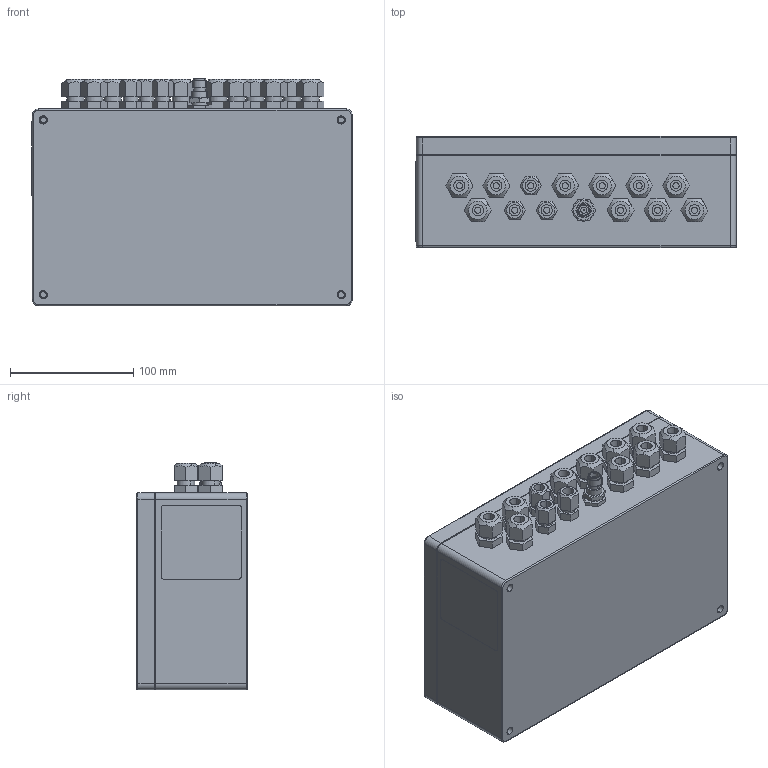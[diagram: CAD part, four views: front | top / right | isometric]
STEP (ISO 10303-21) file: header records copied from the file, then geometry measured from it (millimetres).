
FILE_DESCRIPTION (( 'STEP AP214' ), '1' );
FILE_NAME ('MC2BASE2_352294.STEP', '2015-02-19T09:42:32', ( 'Admin1' ), ( '' ), 'SwSTEP 2.0', 'SolidWorks 2014', '' );
FILE_SCHEMA (( 'AUTOMOTIVE_DESIGN' ));
Length unit declared in the file: millimetre
Products named in the file (1): MC2BASE2_352294
Bounding box: 260.5 x 90 x 185 mm (x, y, z)
Volume: 3807415.8 mm3; surface area: 216299.1 mm2
Topology: 19 solids, 19 shells, 604 faces, 1390 edges, 894 vertices
Faces by surface type: plane 344, cylinder 180, cone 56, torus 24
Entity records: 22372 total; most frequent: CARTESIAN_POINT 3953, DIRECTION 2936, ORIENTED_EDGE 2764, EDGE_CURVE 1382, AXIS2_PLACEMENT_3D 1077, VERTEX_POINT 894, LINE 782, VECTOR 782
